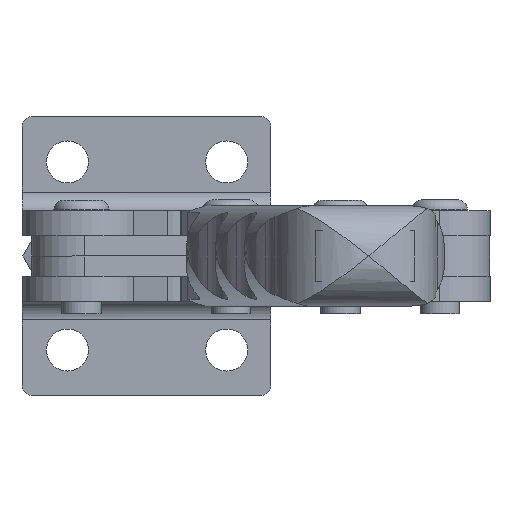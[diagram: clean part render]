
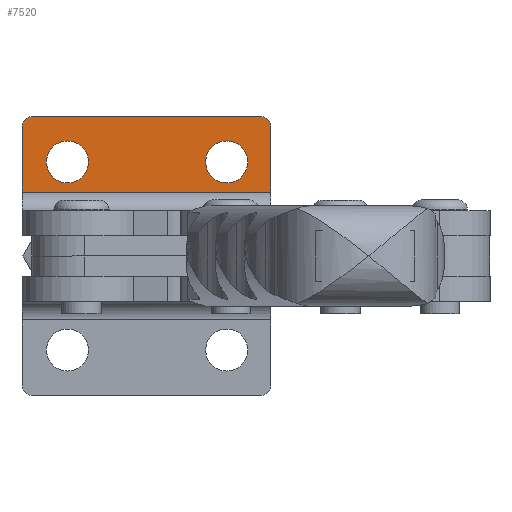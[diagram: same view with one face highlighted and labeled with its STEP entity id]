
A CAD part, front view. The second image highlights one B-rep face of the part: STEP entity #7520.
In plain terms, the highlighted planar face has unit normal (0, -1, 0).
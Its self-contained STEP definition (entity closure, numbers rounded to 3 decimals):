
#1146=LINE('',#11811,#9125);
#1151=LINE('',#11832,#9130);
#1154=LINE('',#11852,#9133);
#1155=LINE('',#11855,#9134);
#1823=VERTEX_POINT('',#11810);
#1824=VERTEX_POINT('',#11812);
#1831=VERTEX_POINT('',#11831);
#1832=VERTEX_POINT('',#11833);
#1833=VERTEX_POINT('',#11837);
#1834=VERTEX_POINT('',#11840);
#1837=VERTEX_POINT('',#11849);
#1838=VERTEX_POINT('',#11853);
#2357=CIRCLE('',#8469,3.35);
#2358=CIRCLE('',#8471,3.35);
#2361=CIRCLE('',#8477,1.5);
#2362=CIRCLE('',#8479,1.5);
#3185=EDGE_CURVE('',#1824,#1823,#1146,.T.);
#3196=EDGE_CURVE('',#1831,#1832,#1151,.T.);
#3198=EDGE_CURVE('',#1833,#1833,#2357,.T.);
#3199=EDGE_CURVE('',#1834,#1834,#2358,.T.);
#3202=EDGE_CURVE('',#1837,#1823,#2361,.T.);
#3204=EDGE_CURVE('',#1837,#1838,#1154,.T.);
#3205=EDGE_CURVE('',#1832,#1838,#2362,.T.);
#3206=EDGE_CURVE('',#1824,#1831,#1155,.T.);
#5038=ORIENTED_EDGE('',*,*,#3198,.T.);
#5039=ORIENTED_EDGE('',*,*,#3199,.T.);
#5040=ORIENTED_EDGE('',*,*,#3202,.F.);
#5041=ORIENTED_EDGE('',*,*,#3204,.T.);
#5042=ORIENTED_EDGE('',*,*,#3205,.F.);
#5043=ORIENTED_EDGE('',*,*,#3196,.F.);
#5044=ORIENTED_EDGE('',*,*,#3206,.F.);
#5045=ORIENTED_EDGE('',*,*,#3185,.T.);
#6311=EDGE_LOOP('',(#5038));
#6312=EDGE_LOOP('',(#5039));
#6313=EDGE_LOOP('',(#5040,#5041,#5042,#5043,#5044,#5045));
#6967=FACE_BOUND('',#6311,.T.);
#6968=FACE_BOUND('',#6312,.T.);
#6969=FACE_BOUND('',#6313,.T.);
#7520=ADVANCED_FACE('',(#6967,#6968,#6969),#9459,.T.);
#8469=AXIS2_PLACEMENT_3D('',#11836,#14687,#14688);
#8471=AXIS2_PLACEMENT_3D('',#11839,#14691,#14692);
#8477=AXIS2_PLACEMENT_3D('',#11848,#14703,#14704);
#8478=AXIS2_PLACEMENT_3D('',#11851,#14706,$);
#8479=AXIS2_PLACEMENT_3D('',#11854,#14708,#14709);
#9125=VECTOR('',#14664,1.);
#9130=VECTOR('',#14683,1.);
#9133=VECTOR('',#14707,1.);
#9134=VECTOR('',#14710,1.);
#9459=PLANE('',#8478);
#11810=CARTESIAN_POINT('',(375.846,185.2,33.4));
#11811=CARTESIAN_POINT('',(375.846,185.2,15.9));
#11812=CARTESIAN_POINT('',(375.846,185.2,22.9));
#11831=CARTESIAN_POINT('',(336.146,185.2,22.9));
#11832=CARTESIAN_POINT('',(336.146,185.2,15.9));
#11833=CARTESIAN_POINT('',(336.146,185.2,33.4));
#11836=CARTESIAN_POINT('',(368.796,185.2,27.7));
#11837=CARTESIAN_POINT('',(368.796,185.2,24.35));
#11839=CARTESIAN_POINT('',(343.396,185.2,27.7));
#11840=CARTESIAN_POINT('',(343.396,185.2,24.35));
#11848=CARTESIAN_POINT('',(374.346,185.2,33.4));
#11849=CARTESIAN_POINT('',(374.346,185.2,34.9));
#11851=CARTESIAN_POINT('',(375.846,185.2,15.9));
#11852=CARTESIAN_POINT('',(356.369,185.2,34.9));
#11853=CARTESIAN_POINT('',(337.646,185.2,34.9));
#11854=CARTESIAN_POINT('',(337.646,185.2,33.4));
#11855=CARTESIAN_POINT('',(368.375,185.2,22.9));
#14664=DIRECTION('',(0.,0.,1.));
#14683=DIRECTION('',(0.,0.,1.));
#14687=DIRECTION('',(0.,1.,0.));
#14688=DIRECTION('',(0.,0.,3.35));
#14691=DIRECTION('',(0.,1.,0.));
#14692=DIRECTION('',(0.,0.,3.35));
#14703=DIRECTION('',(0.,1.,0.));
#14704=DIRECTION('',(1.061,0.,1.061));
#14706=DIRECTION('',(0.,-1.,0.));
#14707=DIRECTION('',(-1.,0.,0.));
#14708=DIRECTION('',(0.,1.,0.));
#14709=DIRECTION('',(-1.061,0.,1.061));
#14710=DIRECTION('',(-1.,0.,0.));
